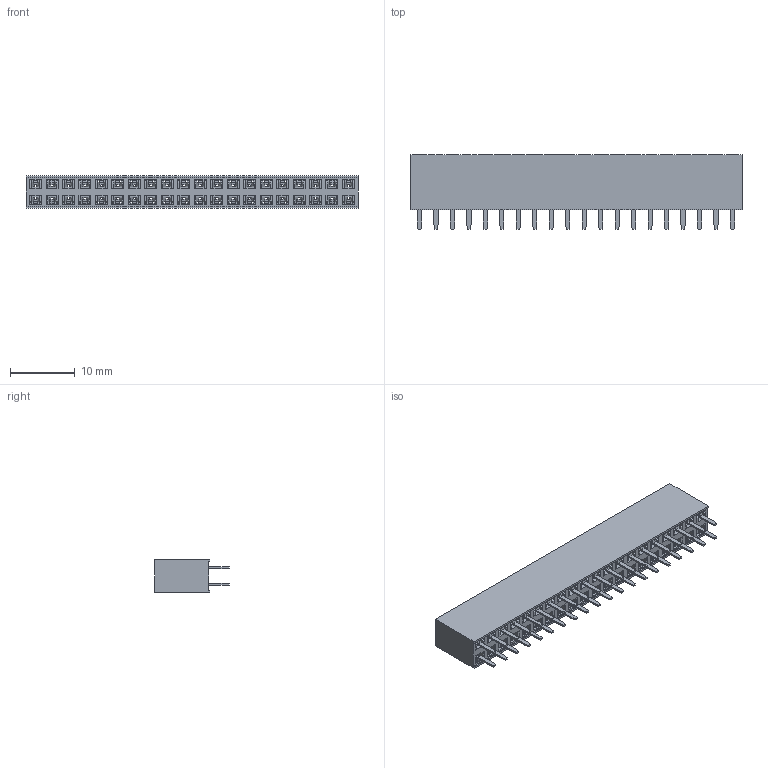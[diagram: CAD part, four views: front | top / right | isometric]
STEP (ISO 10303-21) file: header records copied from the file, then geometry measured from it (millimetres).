
FILE_DESCRIPTION((''),'2;1');
FILE_NAME('M20-7832046_ASM','2014-09-16T',('sbennett'),(''),'PRO/ENGINEER BY PARAMETRIC TECHNOLOGY CORPORATION, 2014090','PRO/ENGINEER BY PARAMETRIC TECHNOLOGY CORPORATION, 2014090','');
FILE_SCHEMA(('CONFIG_CONTROL_DESIGN'));
Length unit declared in the file: millimetre
Products named in the file (3): M20-78320_MOULD; M20-782_CONTACT; M20-7832046_ASM
Assembly tree (41 placements, depth 2):
  M20-7832046_ASM
    M20-78320_MOULD
    M20-782_CONTACT  x40
Bounding box: 51.2 x 11.5 x 5.04 mm (x, y, z)
Volume: 1596 mm3; surface area: 5099.3 mm2
Topology: 41 solids, 41 shells, 3290 faces, 8704 edges, 5536 vertices
Faces by surface type: plane 2410, cylinder 880
Entity records: 22437 total; most frequent: CARTESIAN_POINT 3086, ORIENTED_EDGE 2978, DIRECTION 2807, PRESENTATION_STYLE_ASSIGNMENT 1514, STYLED_ITEM 1514, CURVE_STYLE 1489, EDGE_CURVE 1489, VECTOR 1445
